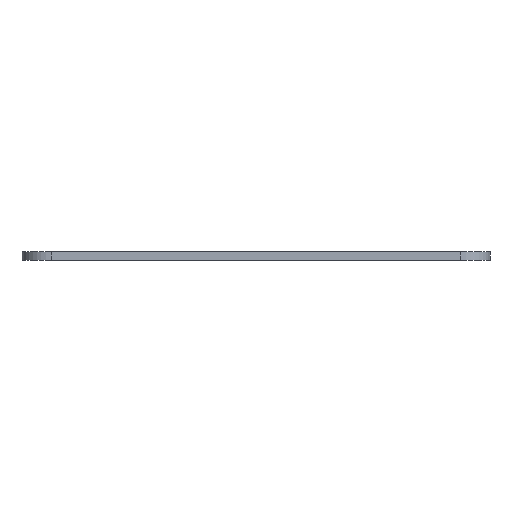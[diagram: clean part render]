
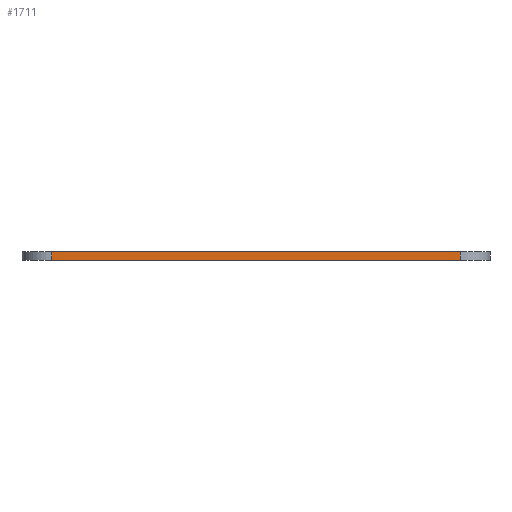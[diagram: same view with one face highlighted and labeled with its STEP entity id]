
A CAD part, front view. The second image highlights one B-rep face of the part: STEP entity #1711.
In plain terms, the highlighted planar face has unit normal (0, -1, 0).
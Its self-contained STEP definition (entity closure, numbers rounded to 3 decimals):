
#174=PLANE('',#1863);
#256=FACE_OUTER_BOUND('',#353,.T.);
#353=EDGE_LOOP('',(#1502,#1503,#1504,#1505));
#512=LINE('',#2875,#678);
#517=LINE('',#2887,#683);
#528=LINE('',#2926,#694);
#529=LINE('',#2928,#695);
#678=VECTOR('',#2238,10.);
#683=VECTOR('',#2249,10.);
#694=VECTOR('',#2284,10.);
#695=VECTOR('',#2287,10.);
#859=VERTEX_POINT('',#2872);
#860=VERTEX_POINT('',#2874);
#864=VERTEX_POINT('',#2886);
#879=VERTEX_POINT('',#2922);
#1089=EDGE_CURVE('',#859,#860,#512,.T.);
#1095=EDGE_CURVE('',#864,#860,#517,.T.);
#1115=EDGE_CURVE('',#864,#879,#528,.T.);
#1116=EDGE_CURVE('',#879,#859,#529,.T.);
#1502=ORIENTED_EDGE('',*,*,#1089,.F.);
#1503=ORIENTED_EDGE('',*,*,#1116,.F.);
#1504=ORIENTED_EDGE('',*,*,#1115,.F.);
#1505=ORIENTED_EDGE('',*,*,#1095,.T.);
#1711=ADVANCED_FACE('',(#256),#174,.T.);
#1863=AXIS2_PLACEMENT_3D('',#2927,#2285,#2286);
#2238=DIRECTION('',(0.,0.,-1.));
#2249=DIRECTION('',(1.,0.,0.));
#2284=DIRECTION('',(0.,0.,1.));
#2285=DIRECTION('center_axis',(0.,-1.,0.));
#2286=DIRECTION('ref_axis',(1.,0.,0.));
#2287=DIRECTION('',(1.,0.,0.));
#2872=CARTESIAN_POINT('',(63.54,-53.16,1.5));
#2874=CARTESIAN_POINT('',(63.54,-53.16,0.));
#2875=CARTESIAN_POINT('',(63.54,-53.16,0.));
#2886=CARTESIAN_POINT('',(-5.46,-53.16,0.));
#2887=CARTESIAN_POINT('',(-10.46,-53.16,0.));
#2922=CARTESIAN_POINT('',(-5.46,-53.16,1.5));
#2926=CARTESIAN_POINT('',(-5.46,-53.16,0.));
#2927=CARTESIAN_POINT('Origin',(-10.46,-53.16,0.));
#2928=CARTESIAN_POINT('',(-10.46,-53.16,1.5));
